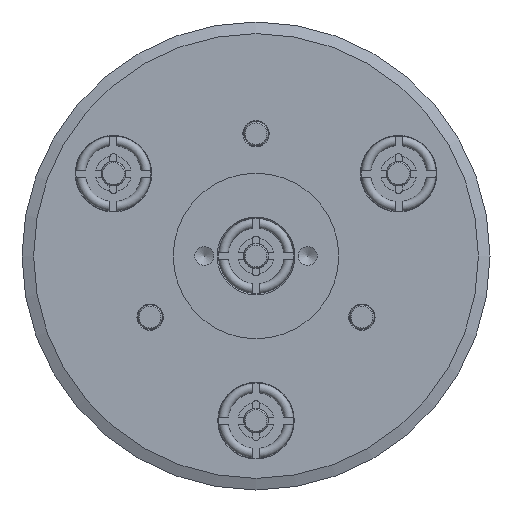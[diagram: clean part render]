
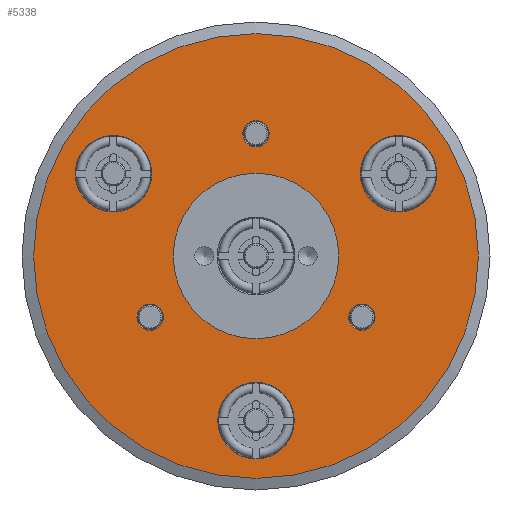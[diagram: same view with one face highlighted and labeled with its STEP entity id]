
A CAD part, front view. The second image highlights one B-rep face of the part: STEP entity #5338.
In plain terms, the highlighted planar face has unit normal (0, -1, 0).
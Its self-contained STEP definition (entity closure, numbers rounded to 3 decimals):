
#580=PLANE('',#5703);
#690=CIRCLE('',#5566,2.789);
#692=CIRCLE('',#5569,2.789);
#704=CIRCLE('',#5595,2.789);
#769=CIRCLE('',#5702,47.275);
#770=CIRCLE('',#5704,17.6);
#771=CIRCLE('',#5705,8.134);
#772=CIRCLE('',#5706,8.134);
#773=CIRCLE('',#5707,8.134);
#1319=ORIENTED_EDGE('',*,*,#2199,.F.);
#1320=ORIENTED_EDGE('',*,*,#2046,.F.);
#1321=ORIENTED_EDGE('',*,*,#2044,.F.);
#1322=ORIENTED_EDGE('',*,*,#2106,.F.);
#1323=ORIENTED_EDGE('',*,*,#2200,.F.);
#1324=ORIENTED_EDGE('',*,*,#2201,.F.);
#1325=ORIENTED_EDGE('',*,*,#2202,.F.);
#1326=ORIENTED_EDGE('',*,*,#2198,.T.);
#2044=EDGE_CURVE('',#2512,#2512,#690,.T.);
#2046=EDGE_CURVE('',#2514,#2514,#692,.T.);
#2106=EDGE_CURVE('',#2564,#2564,#704,.T.);
#2198=EDGE_CURVE('',#2630,#2630,#769,.T.);
#2199=EDGE_CURVE('',#2631,#2631,#770,.T.);
#2200=EDGE_CURVE('',#2632,#2632,#771,.T.);
#2201=EDGE_CURVE('',#2633,#2633,#772,.T.);
#2202=EDGE_CURVE('',#2634,#2634,#773,.T.);
#2512=VERTEX_POINT('',#7524);
#2514=VERTEX_POINT('',#7529);
#2564=VERTEX_POINT('',#7677);
#2630=VERTEX_POINT('',#8021);
#2631=VERTEX_POINT('',#8024);
#2632=VERTEX_POINT('',#8026);
#2633=VERTEX_POINT('',#8028);
#2634=VERTEX_POINT('',#8030);
#2910=EDGE_LOOP('',(#1319));
#2911=EDGE_LOOP('',(#1320));
#2912=EDGE_LOOP('',(#1321));
#2913=EDGE_LOOP('',(#1322));
#2914=EDGE_LOOP('',(#1323));
#2915=EDGE_LOOP('',(#1324));
#2916=EDGE_LOOP('',(#1325));
#2917=EDGE_LOOP('',(#1326));
#3252=FACE_BOUND('',#2910,.T.);
#3253=FACE_BOUND('',#2911,.T.);
#3254=FACE_BOUND('',#2912,.T.);
#3255=FACE_BOUND('',#2913,.T.);
#3256=FACE_BOUND('',#2914,.T.);
#3257=FACE_BOUND('',#2915,.T.);
#3258=FACE_BOUND('',#2916,.T.);
#3259=FACE_BOUND('',#2917,.T.);
#5338=ADVANCED_FACE('',(#3252,#3253,#3254,#3255,#3256,#3257,#3258,#3259),
#580,.F.);
#5566=AXIS2_PLACEMENT_3D('',#7523,#6218,#6219);
#5569=AXIS2_PLACEMENT_3D('',#7528,#6224,#6225);
#5595=AXIS2_PLACEMENT_3D('',#7676,#6316,#6317);
#5702=AXIS2_PLACEMENT_3D('',#8020,#6533,#6534);
#5703=AXIS2_PLACEMENT_3D('',#8022,#6535,#6536);
#5704=AXIS2_PLACEMENT_3D('',#8023,#6537,#6538);
#5705=AXIS2_PLACEMENT_3D('',#8025,#6539,#6540);
#5706=AXIS2_PLACEMENT_3D('',#8027,#6541,#6542);
#5707=AXIS2_PLACEMENT_3D('',#8029,#6543,#6544);
#6218=DIRECTION('',(0.,-1.,0.));
#6219=DIRECTION('',(0.,0.,-1.));
#6224=DIRECTION('',(0.,-1.,0.));
#6225=DIRECTION('',(0.,0.,-1.));
#6316=DIRECTION('',(0.,-1.,0.));
#6317=DIRECTION('',(0.,0.,-1.));
#6533=DIRECTION('',(0.,-1.,0.));
#6534=DIRECTION('',(1.,0.,0.));
#6535=DIRECTION('',(0.,1.,0.));
#6536=DIRECTION('',(-1.,0.,0.));
#6537=DIRECTION('',(0.,-1.,0.));
#6538=DIRECTION('',(1.,0.,0.));
#6539=DIRECTION('',(0.,-1.,0.));
#6540=DIRECTION('',(0.,0.,-1.));
#6541=DIRECTION('',(0.,-1.,0.));
#6542=DIRECTION('',(0.,0.,-1.));
#6543=DIRECTION('',(0.,-1.,0.));
#6544=DIRECTION('',(0.,0.,-1.));
#7523=CARTESIAN_POINT('',(22.517,0.,-13.));
#7524=CARTESIAN_POINT('',(22.517,0.,-15.789));
#7528=CARTESIAN_POINT('',(-22.517,0.,-13.));
#7529=CARTESIAN_POINT('',(-22.517,0.,-15.789));
#7676=CARTESIAN_POINT('',(0.,0.,26.));
#7677=CARTESIAN_POINT('',(0.,0.,23.211));
#8020=CARTESIAN_POINT('',(0.,0.,0.));
#8021=CARTESIAN_POINT('',(47.275,0.,0.));
#8022=CARTESIAN_POINT('',(47.275,0.,0.));
#8023=CARTESIAN_POINT('',(0.,0.,0.));
#8024=CARTESIAN_POINT('',(17.6,0.,0.));
#8025=CARTESIAN_POINT('',(30.311,0.,17.5));
#8026=CARTESIAN_POINT('',(30.311,0.,9.366));
#8027=CARTESIAN_POINT('',(-30.311,0.,17.5));
#8028=CARTESIAN_POINT('',(-30.311,0.,9.366));
#8029=CARTESIAN_POINT('',(0.,0.,-35.));
#8030=CARTESIAN_POINT('',(0.,0.,-43.134));
